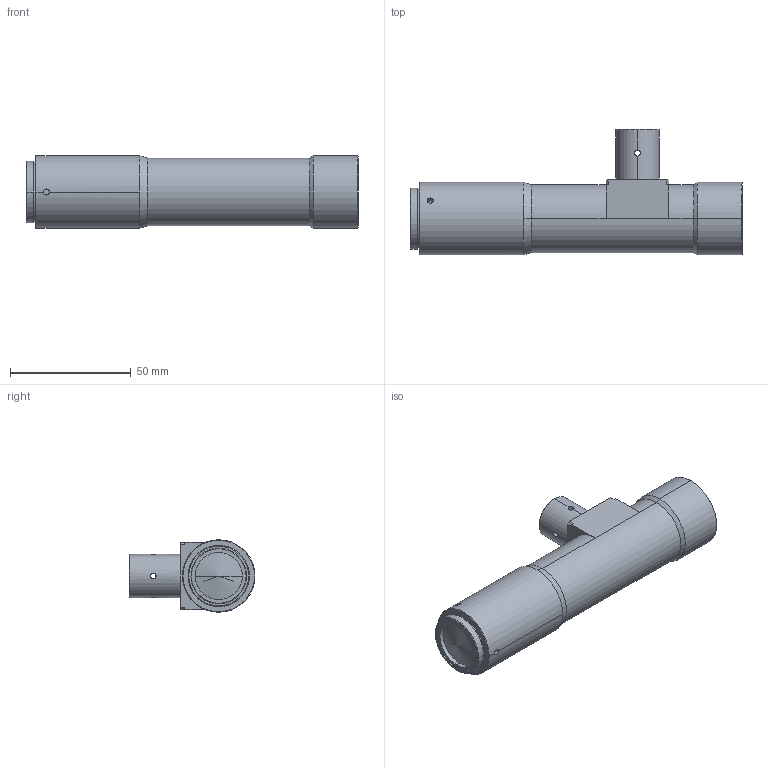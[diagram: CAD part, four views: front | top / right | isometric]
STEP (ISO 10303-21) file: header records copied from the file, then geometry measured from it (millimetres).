
FILE_DESCRIPTION (( 'STEP AP203' ), '1' );
FILE_NAME ('WWH20-110CTV2.STEP', '2019-12-03T03:40:29', ( 'Windows 蚚誧' ), ( '' ), 'SwSTEP 2.0', 'SolidWorks 2017', '' );
FILE_SCHEMA (( 'CONFIG_CONTROL_DESIGN' ));
Length unit declared in the file: millimetre
Products named in the file (1): WWH20-110CTV2
Bounding box: 137.37 x 52.1 x 30 mm (x, y, z)
Volume: 95836.9 mm3; surface area: 17258.2 mm2
Topology: 3 solids, 3 shells, 135 faces, 323 edges, 198 vertices
Faces by surface type: cylinder 68, cone 35, plane 32
Entity records: 4404 total; most frequent: CARTESIAN_POINT 1243, DIRECTION 651, ORIENTED_EDGE 622, EDGE_CURVE 311, AXIS2_PLACEMENT_3D 256, VERTEX_POINT 198, EDGE_LOOP 159, VECTOR 139
